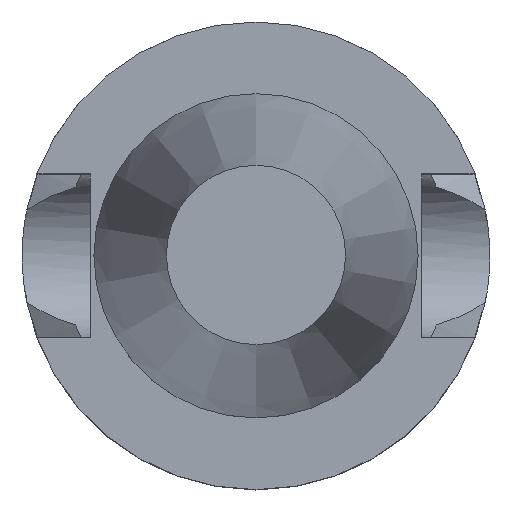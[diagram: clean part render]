
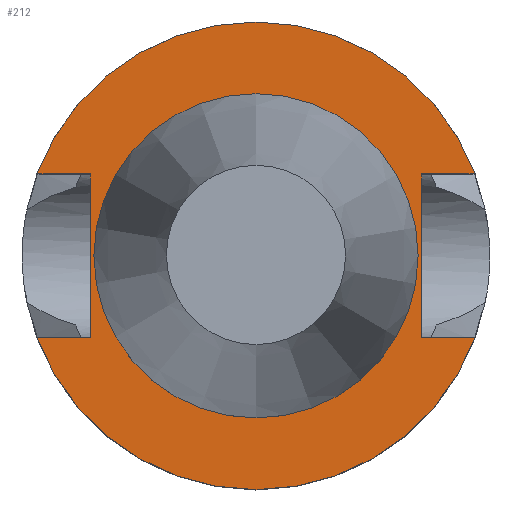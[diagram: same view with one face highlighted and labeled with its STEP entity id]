
A CAD part, top view. The second image highlights one B-rep face of the part: STEP entity #212.
In plain terms, the highlighted planar face has unit normal (0, 0, 1).
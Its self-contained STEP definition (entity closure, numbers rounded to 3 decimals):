
#140=EDGE_CURVE('240[2]',#382,#383,#384,.T.);
#190=EDGE_CURVE('240[2]',#371,#456,#457,.T.);
#197=EDGE_CURVE('240[2]',#349,#449,#467,.T.);
#212=ADVANCED_FACE('240[2]',(#489,#490),#491,.T.);
#218=EDGE_CURVE('240[2]',#456,#498,#499,.T.);
#238=EDGE_CURVE('240[2]',#525,#525,#526,.T.);
#253=EDGE_CURVE('240[2]',#383,#501,#547,.T.);
#267=EDGE_CURVE('240[2]',#449,#382,#564,.T.);
#274=EDGE_CURVE('240[2]',#498,#349,#572,.T.);
#291=EDGE_CURVE('240[2]',#501,#371,#592,.T.);
#349=VERTEX_POINT('',#717);
#371=VERTEX_POINT('',#755);
#382=VERTEX_POINT('',#771);
#383=VERTEX_POINT('',#772);
#384=CIRCLE('',#773,23.0);
#449=VERTEX_POINT('',#940);
#456=VERTEX_POINT('',#967);
#457=LINE('',#968,#969);
#467=LINE('',#1047,#1048);
#489=FACE_OUTER_BOUND('',#1077,.T.);
#490=FACE_BOUND('',#1078,.T.);
#491=PLANE('',#1079);
#498=VERTEX_POINT('',#1107);
#499=CIRCLE('',#1108,23.0);
#501=VERTEX_POINT('',#1111);
#525=VERTEX_POINT('',#1144);
#526=CIRCLE('',#1145,15.948);
#547=LINE('',#1248,#1249);
#564=LINE('',#1301,#1302);
#572=LINE('',#1314,#1315);
#592=LINE('',#1418,#1419);
#717=CARTESIAN_POINT('',(-16.3,8.05,-2.0));
#755=CARTESIAN_POINT('',(16.3,8.05,-2.0));
#771=CARTESIAN_POINT('',(-21.545,-8.05,-2.0));
#772=CARTESIAN_POINT('',(21.545,-8.05,-2.0));
#773=AXIS2_PLACEMENT_3D('',#1623,#1624,#1625);
#940=CARTESIAN_POINT('',(-16.3,-8.05,-2.0));
#967=CARTESIAN_POINT('',(21.545,8.05,-2.0));
#968=CARTESIAN_POINT('',(8.15,8.05,-2.0));
#969=VECTOR('',#1713,1.0);
#1047=CARTESIAN_POINT('',(-16.3,13.762,-2.0));
#1048=VECTOR('',#1722,1.0);
#1077=EDGE_LOOP('',(#1744,#1745,#1746,#1747,#1748,#1749,#1750,#1751));
#1078=EDGE_LOOP('',(#1752));
#1079=AXIS2_PLACEMENT_3D('',#1753,#1754,#1755);
#1107=CARTESIAN_POINT('',(-21.545,8.05,-2.0));
#1108=AXIS2_PLACEMENT_3D('',#1756,#1757,#1758);
#1111=CARTESIAN_POINT('',(16.3,-8.05,-2.0));
#1144=CARTESIAN_POINT('',(0.,15.948,-2.0));
#1145=AXIS2_PLACEMENT_3D('',#1792,#1793,#1794);
#1248=CARTESIAN_POINT('',(8.15,-8.05,-2.0));
#1249=VECTOR('',#1810,1.0);
#1301=CARTESIAN_POINT('',(-8.15,-8.05,-2.0));
#1302=VECTOR('',#1818,1.0);
#1314=CARTESIAN_POINT('',(-8.15,8.05,-2.0));
#1315=VECTOR('',#1829,1.0);
#1418=CARTESIAN_POINT('',(16.3,5.712,-2.0));
#1419=VECTOR('',#1850,1.0);
#1623=CARTESIAN_POINT('',(0.,0.,-2.0));
#1624=DIRECTION('',(0.,0.,1.0));
#1625=DIRECTION('',(0.,1.0,0.));
#1713=DIRECTION('',(1.0,0.,0.));
#1722=DIRECTION('',(0.0,-1.0,0.));
#1744=ORIENTED_EDGE('',*,*,#267,.T.);
#1745=ORIENTED_EDGE('',*,*,#140,.T.);
#1746=ORIENTED_EDGE('',*,*,#253,.T.);
#1747=ORIENTED_EDGE('',*,*,#291,.T.);
#1748=ORIENTED_EDGE('',*,*,#190,.T.);
#1749=ORIENTED_EDGE('',*,*,#218,.T.);
#1750=ORIENTED_EDGE('',*,*,#274,.T.);
#1751=ORIENTED_EDGE('',*,*,#197,.T.);
#1752=ORIENTED_EDGE('',*,*,#238,.F.);
#1753=CARTESIAN_POINT('',(0.,19.474,-2.0));
#1754=DIRECTION('',(0.,0.,1.0));
#1755=DIRECTION('',(1.0,0.,0.0));
#1756=CARTESIAN_POINT('',(0.,0.,-2.0));
#1757=DIRECTION('',(0.,0.,1.0));
#1758=DIRECTION('',(0.,1.0,0.));
#1792=CARTESIAN_POINT('',(0.,0.,-2.0));
#1793=DIRECTION('',(0.,0.,1.0));
#1794=DIRECTION('',(0.,1.0,0.));
#1810=DIRECTION('',(-1.0,0.,0.));
#1818=DIRECTION('',(-1.0,0.,0.));
#1829=DIRECTION('',(1.0,0.,0.));
#1850=DIRECTION('',(0.0,1.0,0.));
